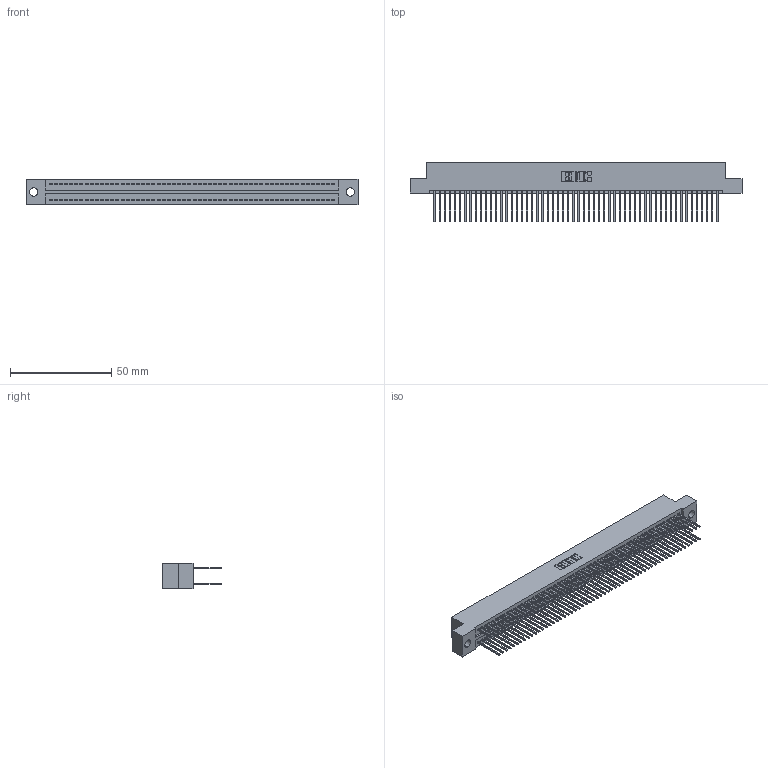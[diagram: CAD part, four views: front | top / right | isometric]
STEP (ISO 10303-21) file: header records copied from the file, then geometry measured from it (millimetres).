
FILE_DESCRIPTION (( 'STEP AP203' ), '1' );
FILE_NAME ('325-112-540-209.STEP', '2020-02-25T07:58:14', ( '' ), ( '' ), 'SwSTEP 2.0', 'SolidWorks 2016', '' );
FILE_SCHEMA (( 'CONFIG_CONTROL_DESIGN' ));
Length unit declared in the file: inch
Products named in the file (3): 325-292-001_325-293-140; 325-112-540-209; 325 Part_.160 TH
Assembly tree (113 placements, depth 2):
  325-112-540-209
    325 Part_.160 TH
    325-292-001_325-293-140  x112
Bounding box: 163.96 x 29.46 x 12.45 mm (x, y, z)
Volume: 21485.8 mm3; surface area: 28279.2 mm2
Topology: 113 solids, 113 shells, 5938 faces, 17671 edges, 11630 vertices
Faces by surface type: plane 4102, cylinder 1836
Entity records: 34237 total; most frequent: CARTESIAN_POINT 5658, ORIENTED_EDGE 5594, DIRECTION 4809, EDGE_CURVE 2797, LINE 2669, VECTOR 2669, VERTEX_POINT 1862, AXIS2_PLACEMENT_3D 1070
